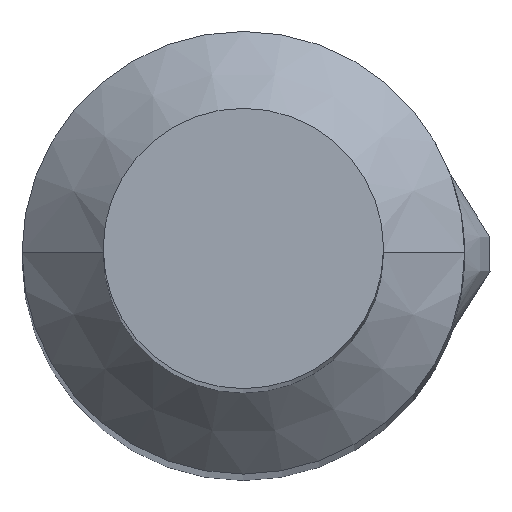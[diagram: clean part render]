
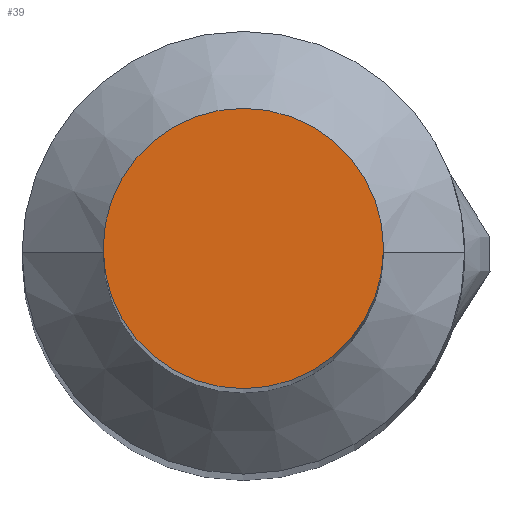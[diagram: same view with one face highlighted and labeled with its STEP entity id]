
A CAD part, top view. The second image highlights one B-rep face of the part: STEP entity #39.
In plain terms, the highlighted planar face has unit normal (0, 0, 1).
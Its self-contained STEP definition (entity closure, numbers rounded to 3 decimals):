
#39 = ADVANCED_FACE ( 'NONE', ( #281 ), #83, .T. ) ;
#71 = EDGE_CURVE ( 'NONE', #111, #450, #305, .T. ) ;
#83 = PLANE ( 'NONE',  #436 ) ;
#85 = DIRECTION ( 'NONE',  ( 0., 0., 1. ) ) ;
#89 = AXIS2_PLACEMENT_3D ( 'NONE', #405, #85, #416 ) ;
#111 = VERTEX_POINT ( 'NONE', #258 ) ;
#139 = ORIENTED_EDGE ( 'NONE', *, *, #71, .T. ) ;
#144 = AXIS2_PLACEMENT_3D ( 'NONE', #673, #569, #466 ) ;
#148 = CARTESIAN_POINT ( 'NONE',  ( 0., 0., 41.723 ) ) ;
#155 = DIRECTION ( 'NONE',  ( 0., 0., 1. ) ) ;
#258 = CARTESIAN_POINT ( 'NONE',  ( 0.95, 0., 41.723 ) ) ;
#281 = FACE_OUTER_BOUND ( 'NONE', #634, .T. ) ;
#305 = CIRCLE ( 'NONE', #144, 0.95 ) ;
#335 = CARTESIAN_POINT ( 'NONE',  ( -0.95, 0., 41.723 ) ) ;
#338 = CIRCLE ( 'NONE', #89, 0.95 ) ;
#405 = CARTESIAN_POINT ( 'NONE',  ( 0., 0., 41.723 ) ) ;
#416 = DIRECTION ( 'NONE',  ( 1., 0., 0. ) ) ;
#436 = AXIS2_PLACEMENT_3D ( 'NONE', #148, #155, #668 ) ;
#450 = VERTEX_POINT ( 'NONE', #335 ) ;
#466 = DIRECTION ( 'NONE',  ( 1., 0., 0. ) ) ;
#513 = EDGE_CURVE ( 'NONE', #450, #111, #338, .T. ) ;
#543 = ORIENTED_EDGE ( 'NONE', *, *, #513, .T. ) ;
#569 = DIRECTION ( 'NONE',  ( 0., 0., 1. ) ) ;
#634 = EDGE_LOOP ( 'NONE', ( #139, #543 ) ) ;
#668 = DIRECTION ( 'NONE',  ( 1., 0., 0. ) ) ;
#673 = CARTESIAN_POINT ( 'NONE',  ( 0., 0., 41.723 ) ) ;
